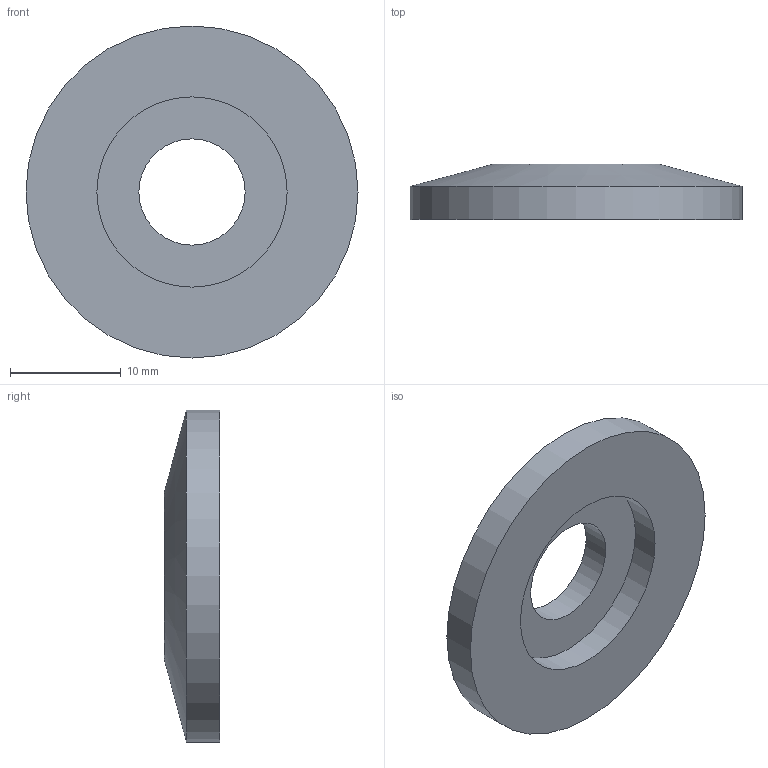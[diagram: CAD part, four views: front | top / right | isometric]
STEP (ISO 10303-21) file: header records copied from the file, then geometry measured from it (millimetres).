
FILE_DESCRIPTION(/* description */ (''),/* implementation_level */ '2;1');
FILE_NAME(/* name */ 'FL-16KF-10W.stp',/* time_stamp */ '2018-03-28T12:44:27+01:00',/* author */ ('paul'),/* organization */ (''),/* preprocessor_version */ 'ST-DEVELOPER v17',/* originating_system */ 'Autodesk Inventor 2018',/* authorisation */ '');
FILE_SCHEMA (('AUTOMOTIVE_DESIGN { 1 0 10303 214 3 1 1 }'));
Length unit declared in the file: millimetre
Products named in the file (1): FL-16KF-10W
Bounding box: 30 x 5 x 30 mm (x, y, z)
Volume: 2185.7 mm3; surface area: 1780.8 mm2
Topology: 1 solids, 1 shells, 7 faces, 18 edges, 14 vertices
Faces by surface type: cylinder 3, plane 3, cone 1
Full cylindrical faces by diameter (mm): 9.6 x1, 17.2 x1, 30 x1
Entity records: 277 total; most frequent: DIRECTION 48, CARTESIAN_POINT 40, ORIENTED_EDGE 36, AXIS2_PLACEMENT_3D 22, EDGE_CURVE 18, CIRCLE 14, VERTEX_POINT 14, EDGE_LOOP 10
